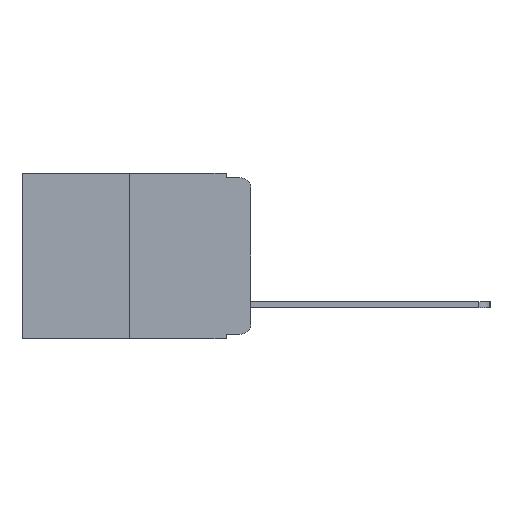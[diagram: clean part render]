
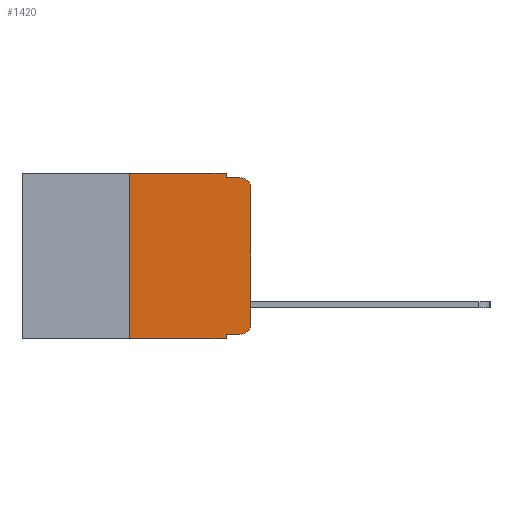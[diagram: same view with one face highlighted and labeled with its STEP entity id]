
A CAD part, left-side view. The second image highlights one B-rep face of the part: STEP entity #1420.
In plain terms, the highlighted planar face has unit normal (-1, 0, 0).
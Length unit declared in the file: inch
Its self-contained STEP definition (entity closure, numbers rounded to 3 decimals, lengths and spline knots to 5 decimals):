
#52 = VECTOR ( 'NONE', #633, 39.37008 ) ;
#183 = AXIS2_PLACEMENT_3D ( 'NONE', #950, #10210, #2493 ) ;
#277 = VERTEX_POINT ( 'NONE', #756 ) ;
#336 = DIRECTION ( 'NONE',  ( 0., 0., -1. ) ) ;
#555 = VERTEX_POINT ( 'NONE', #3708 ) ;
#633 = DIRECTION ( 'NONE',  ( 0., 0., 1. ) ) ;
#756 = CARTESIAN_POINT ( 'NONE',  ( 0., 0.051, -0.01 ) ) ;
#950 = CARTESIAN_POINT ( 'NONE',  ( 0., 0.02, -0.313 ) ) ;
#1420 = ADVANCED_FACE ( 'NONE', ( #10129 ), #3379, .F. ) ;
#1498 = VERTEX_POINT ( 'NONE', #3773 ) ;
#2181 = EDGE_LOOP ( 'NONE', ( #7424, #13898, #5707, #12092, #15458, #2747, #15628, #13252, #14869, #9414 ) ) ;
#2288 = CIRCLE ( 'NONE', #183, 0.02 ) ;
#2493 = DIRECTION ( 'NONE',  ( 0., 0., -1. ) ) ;
#2534 = VERTEX_POINT ( 'NONE', #7587 ) ;
#2717 = DIRECTION ( 'NONE',  ( 0., -1., 0. ) ) ;
#2747 = ORIENTED_EDGE ( 'NONE', *, *, #8823, .F. ) ;
#2970 = CARTESIAN_POINT ( 'NONE',  ( 0., 0., -0.313 ) ) ;
#3379 = PLANE ( 'NONE',  #5043 ) ;
#3495 = CARTESIAN_POINT ( 'NONE',  ( 0., 0., -0.03 ) ) ;
#3652 = LINE ( 'NONE', #12308, #9975 ) ;
#3667 = LINE ( 'NONE', #12594, #13940 ) ;
#3708 = CARTESIAN_POINT ( 'NONE',  ( 0., 0.051, -0.333 ) ) ;
#3773 = CARTESIAN_POINT ( 'NONE',  ( 0., 0.25, -0.343 ) ) ;
#3825 = CARTESIAN_POINT ( 'NONE',  ( 0., 0.25, 0. ) ) ;
#4096 = CIRCLE ( 'NONE', #14028, 0.02 ) ;
#4495 = CARTESIAN_POINT ( 'NONE',  ( 0., 0.473, 0. ) ) ;
#5043 = AXIS2_PLACEMENT_3D ( 'NONE', #6024, #8493, #336 ) ;
#5204 = DIRECTION ( 'NONE',  ( 0., 0., -1. ) ) ;
#5605 = VERTEX_POINT ( 'NONE', #8915 ) ;
#5707 = ORIENTED_EDGE ( 'NONE', *, *, #8798, .F. ) ;
#5930 = LINE ( 'NONE', #12393, #15323 ) ;
#6022 = VECTOR ( 'NONE', #9473, 39.37008 ) ;
#6024 = CARTESIAN_POINT ( 'NONE',  ( 0., 0.473, 0. ) ) ;
#6314 = CARTESIAN_POINT ( 'NONE',  ( 0., 0.02, -0.03 ) ) ;
#6410 = CARTESIAN_POINT ( 'NONE',  ( 0., 0.051, -0.333 ) ) ;
#6471 = DIRECTION ( 'NONE',  ( 0., -1., 0. ) ) ;
#6665 = VERTEX_POINT ( 'NONE', #8659 ) ;
#7424 = ORIENTED_EDGE ( 'NONE', *, *, #8771, .T. ) ;
#7544 = DIRECTION ( 'NONE',  ( 0., 0., -1. ) ) ;
#7587 = CARTESIAN_POINT ( 'NONE',  ( 0., 0.02, -0.01 ) ) ;
#8018 = EDGE_CURVE ( 'NONE', #12502, #13071, #12702, .T. ) ;
#8493 = DIRECTION ( 'NONE',  ( 1., 0., 0. ) ) ;
#8502 = EDGE_CURVE ( 'NONE', #1498, #6665, #3667, .T. ) ;
#8659 = CARTESIAN_POINT ( 'NONE',  ( 0., 0.051, -0.343 ) ) ;
#8734 = DIRECTION ( 'NONE',  ( 0., -1., 0. ) ) ;
#8771 = EDGE_CURVE ( 'NONE', #10050, #9260, #10741, .T. ) ;
#8774 = EDGE_CURVE ( 'NONE', #9260, #2534, #4096, .T. ) ;
#8798 = EDGE_CURVE ( 'NONE', #277, #2534, #10382, .T. ) ;
#8799 = EDGE_CURVE ( 'NONE', #13071, #277, #3652, .T. ) ;
#8823 = EDGE_CURVE ( 'NONE', #1498, #12502, #12939, .T. ) ;
#8848 = EDGE_CURVE ( 'NONE', #555, #6665, #5930, .T. ) ;
#8850 = CARTESIAN_POINT ( 'NONE',  ( 0., 0.25, 0. ) ) ;
#8851 = EDGE_CURVE ( 'NONE', #555, #5605, #9216, .T. ) ;
#8854 = EDGE_CURVE ( 'NONE', #5605, #10050, #2288, .T. ) ;
#8915 = CARTESIAN_POINT ( 'NONE',  ( 0., 0.02, -0.333 ) ) ;
#9216 = LINE ( 'NONE', #6410, #14708 ) ;
#9260 = VERTEX_POINT ( 'NONE', #3495 ) ;
#9414 = ORIENTED_EDGE ( 'NONE', *, *, #8854, .T. ) ;
#9473 = DIRECTION ( 'NONE',  ( 0., -1., 0. ) ) ;
#9601 = VECTOR ( 'NONE', #11250, 39.37008 ) ;
#9667 = CARTESIAN_POINT ( 'NONE',  ( 0., 0.051, 0. ) ) ;
#9975 = VECTOR ( 'NONE', #13361, 39.37008 ) ;
#9988 = CARTESIAN_POINT ( 'NONE',  ( 0., 0., 0. ) ) ;
#10050 = VERTEX_POINT ( 'NONE', #2970 ) ;
#10129 = FACE_OUTER_BOUND ( 'NONE', #2181, .T. ) ;
#10210 = DIRECTION ( 'NONE',  ( -1., 0., 0. ) ) ;
#10382 = LINE ( 'NONE', #11145, #15643 ) ;
#10741 = LINE ( 'NONE', #9988, #52 ) ;
#11145 = CARTESIAN_POINT ( 'NONE',  ( 0., 0.051, -0.01 ) ) ;
#11250 = DIRECTION ( 'NONE',  ( 0., 0., 1. ) ) ;
#12092 = ORIENTED_EDGE ( 'NONE', *, *, #8799, .F. ) ;
#12308 = CARTESIAN_POINT ( 'NONE',  ( 0., 0.051, 0. ) ) ;
#12393 = CARTESIAN_POINT ( 'NONE',  ( 0., 0.051, 0. ) ) ;
#12502 = VERTEX_POINT ( 'NONE', #3825 ) ;
#12594 = CARTESIAN_POINT ( 'NONE',  ( 0., 0.473, -0.343 ) ) ;
#12702 = LINE ( 'NONE', #4495, #6022 ) ;
#12939 = LINE ( 'NONE', #8850, #9601 ) ;
#13071 = VERTEX_POINT ( 'NONE', #9667 ) ;
#13252 = ORIENTED_EDGE ( 'NONE', *, *, #8848, .F. ) ;
#13361 = DIRECTION ( 'NONE',  ( 0., 0., -1. ) ) ;
#13898 = ORIENTED_EDGE ( 'NONE', *, *, #8774, .T. ) ;
#13940 = VECTOR ( 'NONE', #2717, 39.37008 ) ;
#14028 = AXIS2_PLACEMENT_3D ( 'NONE', #6314, #14350, #7544 ) ;
#14350 = DIRECTION ( 'NONE',  ( -1., 0., 0. ) ) ;
#14708 = VECTOR ( 'NONE', #6471, 39.37008 ) ;
#14869 = ORIENTED_EDGE ( 'NONE', *, *, #8851, .T. ) ;
#15323 = VECTOR ( 'NONE', #5204, 39.37008 ) ;
#15458 = ORIENTED_EDGE ( 'NONE', *, *, #8018, .F. ) ;
#15628 = ORIENTED_EDGE ( 'NONE', *, *, #8502, .T. ) ;
#15643 = VECTOR ( 'NONE', #8734, 39.37008 ) ;
